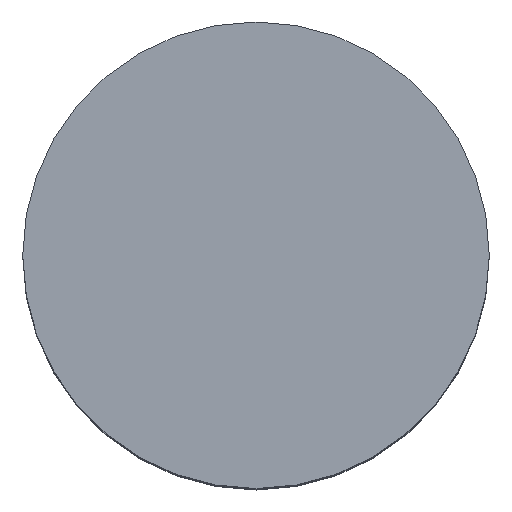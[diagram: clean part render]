
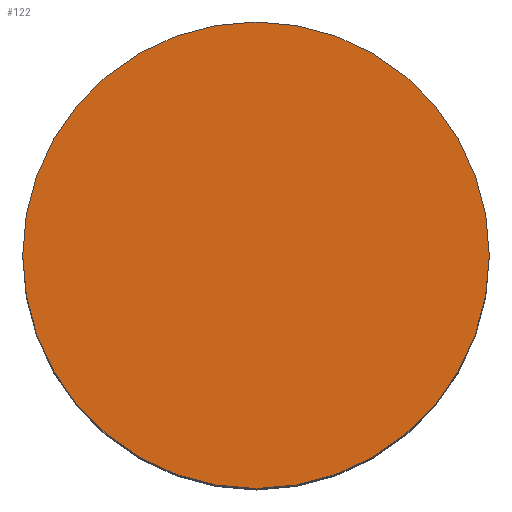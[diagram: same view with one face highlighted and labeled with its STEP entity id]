
A CAD part, top view. The second image highlights one B-rep face of the part: STEP entity #122.
In plain terms, the highlighted planar face has unit normal (0, 0, 1).
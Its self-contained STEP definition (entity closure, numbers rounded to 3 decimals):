
#106=PLANE('',#323);
#108=FACE_OUTER_BOUND('',#194,.T.);
#122=ADVANCED_FACE('',(#108),#106,.T.);
#194=EDGE_LOOP('',(#230));
#230=ORIENTED_EDGE('',*,*,#272,.T.);
#254=VERTEX_POINT('',#450);
#272=EDGE_CURVE('',#254,#254,#290,.T.);
#290=CIRCLE('',#322,3.);
#322=AXIS2_PLACEMENT_3D('',#449,#387,#388);
#323=AXIS2_PLACEMENT_3D('',#451,#389,#390);
#387=DIRECTION('',(0.,0.,1.));
#388=DIRECTION('',(1.,0.,0.));
#389=DIRECTION('',(0.,0.,1.));
#390=DIRECTION('',(1.,0.,0.));
#449=CARTESIAN_POINT('',(0.,0.,7.9));
#450=CARTESIAN_POINT('',(3.,0.,7.9));
#451=CARTESIAN_POINT('',(0.,0.,7.9));
